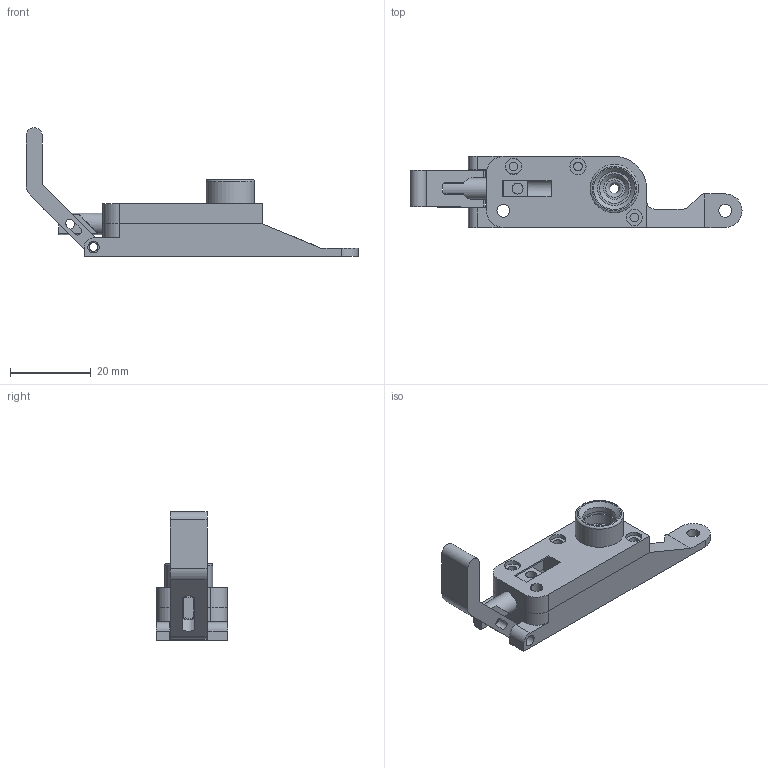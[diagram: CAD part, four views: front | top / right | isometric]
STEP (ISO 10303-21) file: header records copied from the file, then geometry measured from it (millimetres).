
FILE_DESCRIPTION(('FreeCAD Model'),'2;1');
FILE_NAME('Open CASCADE Shape Model','2025-05-26T00:17:44',(''),(''), 'Open CASCADE STEP processor 7.8','FreeCAD','Unknown');
FILE_SCHEMA(('AUTOMOTIVE_DESIGN { 1 0 10303 214 1 1 1 1 }'));
Length unit declared in the file: millimetre
Products named in the file (5): Neptune_Cutter_v0_6; Base; Top; Blade Holder; Cutter Arm
Assembly tree (4 placements, depth 2):
  Neptune_Cutter_v0_6
    Base
    Top
    Blade Holder
    Cutter Arm
Bounding box: 82.34 x 17.65 x 31.81 mm (x, y, z)
Volume: 9906.1 mm3; surface area: 7666.3 mm2
Topology: 4 solids, 4 shells, 144 faces, 369 edges, 244 vertices
Faces by surface type: plane 81, cylinder 56, torus 5, cone 2
Full cylindrical faces by diameter (mm): 2.2 x4, 2.34 x2, 2.5 x1, 2.7 x1, 2.8 x1, 2.85 x1, 3 x3, 3.2 x3, 4 x3, 5.3 x1, 5.34 x1, 8 x1, 8.36 x2, 8.76 x1, 12 x1
Entity records: 4592 total; most frequent: DIRECTION 801, CARTESIAN_POINT 763, ORIENTED_EDGE 738, EDGE_CURVE 369, AXIS2_PLACEMENT_3D 284, VERTEX_POINT 244, LINE 233, VECTOR 233
